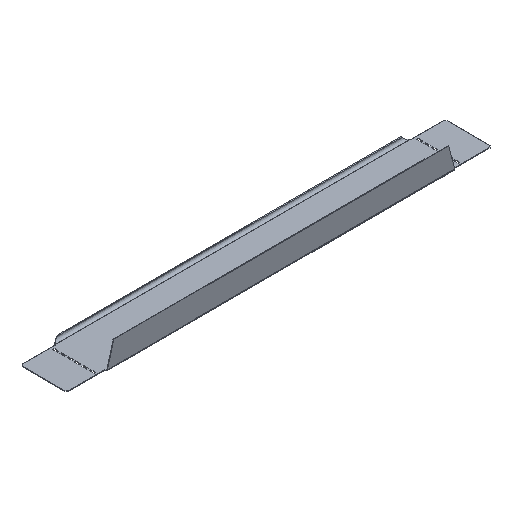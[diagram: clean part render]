
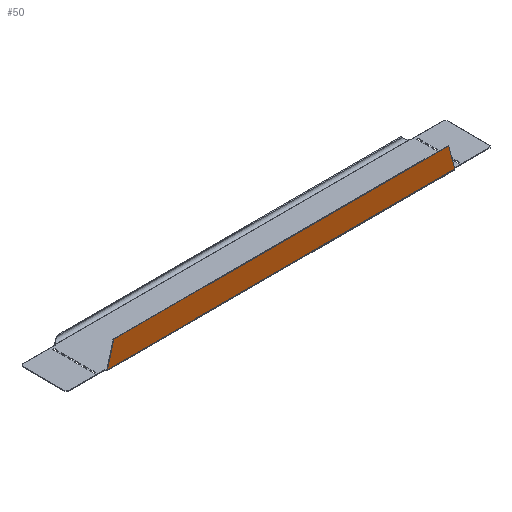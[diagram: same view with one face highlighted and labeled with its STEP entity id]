
A CAD part, isometric view. The second image highlights one B-rep face of the part: STEP entity #50.
In plain terms, the highlighted planar face has unit normal (0, -1, 0).
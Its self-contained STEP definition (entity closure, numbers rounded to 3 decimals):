
#50=ADVANCED_FACE('',(#132),#1368,.T.);
#132=FACE_OUTER_BOUND('',#214,.T.);
#214=EDGE_LOOP('',(#353,#354,#355,#356));
#353=ORIENTED_EDGE('',*,*,#785,.T.);
#354=ORIENTED_EDGE('',*,*,#783,.F.);
#355=ORIENTED_EDGE('',*,*,#786,.T.);
#356=ORIENTED_EDGE('',*,*,#787,.T.);
#783=EDGE_CURVE('',#1227,#1228,#1009,.T.);
#785=EDGE_CURVE('',#1229,#1228,#1011,.T.);
#786=EDGE_CURVE('',#1227,#1230,#1012,.T.);
#787=EDGE_CURVE('',#1230,#1229,#1013,.T.);
#1009=B_SPLINE_CURVE_WITH_KNOTS('',1,(#2906,#2907),.UNSPECIFIED.,.F.,.F.,
(2,2),(0.,39.34),.UNSPECIFIED.);
#1011=B_SPLINE_CURVE_WITH_KNOTS('',1,(#2910,#2911),.UNSPECIFIED.,.F.,.F.,
(2,2),(-467.856,0.),.UNSPECIFIED.);
#1012=B_SPLINE_CURVE_WITH_KNOTS('',1,(#2912,#2913),.UNSPECIFIED.,.F.,.F.,
(2,2),(0.,447.492),.UNSPECIFIED.);
#1013=B_SPLINE_CURVE_WITH_KNOTS('',1,(#2914,#2915),.UNSPECIFIED.,.F.,.F.,
(2,2),(0.,39.34),.UNSPECIFIED.);
#1227=VERTEX_POINT('',#2664);
#1228=VERTEX_POINT('',#2665);
#1229=VERTEX_POINT('',#2666);
#1230=VERTEX_POINT('',#2667);
#1368=PLANE('',#1462);
#1462=AXIS2_PLACEMENT_3D('',#2308,#1539,$);
#1539=DIRECTION('',(0.,-1.,0.));
#2308=CARTESIAN_POINT('',(-283.928,0.,40.));
#2664=CARTESIAN_POINT('',(273.746,0.,40.));
#2665=CARTESIAN_POINT('',(283.928,0.,2.));
#2666=CARTESIAN_POINT('',(-283.928,0.,2.));
#2667=CARTESIAN_POINT('',(-273.746,0.,40.));
#2906=CARTESIAN_POINT('',(273.746,0.,40.));
#2907=CARTESIAN_POINT('',(283.928,0.,2.));
#2910=CARTESIAN_POINT('',(-283.928,0.,2.));
#2911=CARTESIAN_POINT('',(283.928,0.,2.));
#2912=CARTESIAN_POINT('',(273.746,0.,40.));
#2913=CARTESIAN_POINT('',(-273.746,0.,40.));
#2914=CARTESIAN_POINT('',(-273.746,0.,40.));
#2915=CARTESIAN_POINT('',(-283.928,0.,2.));
